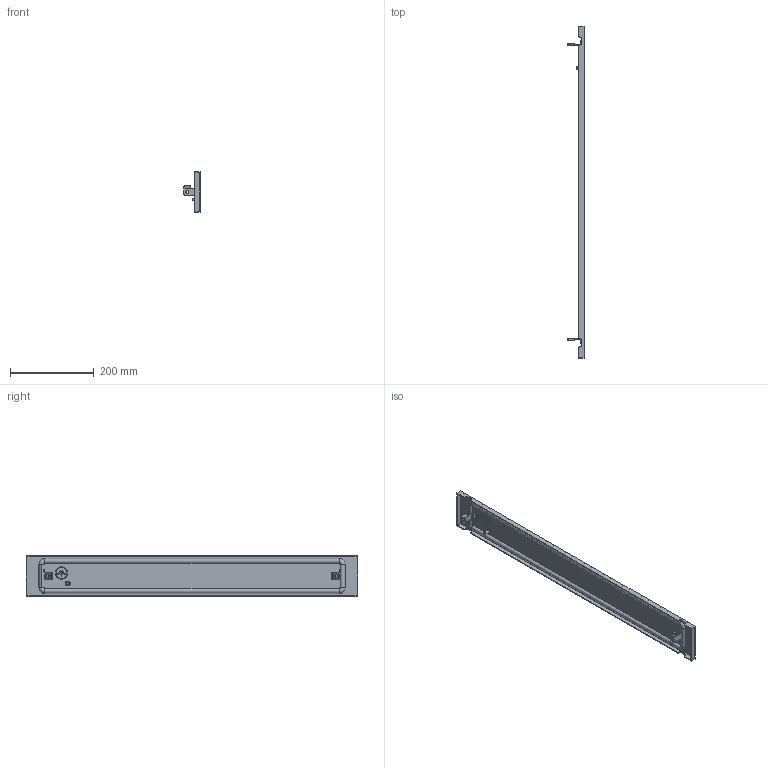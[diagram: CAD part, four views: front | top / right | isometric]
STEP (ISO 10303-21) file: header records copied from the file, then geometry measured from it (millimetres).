
FILE_DESCRIPTION (( 'STEP AP203' ), '1' );
FILE_NAME ('FO-00-PWSB-010-080 FORMAT Ôàëüø-ïàíåëü âíåøíÿÿ ãëóõàÿ 100õ800 IEK.STEP', '2024-07-08T17:18:43', ( '' ), ( '' ), 'SwSTEP 2.0', 'SolidWorks 2022', '' );
FILE_SCHEMA (( 'CONFIG_CONTROL_DESIGN' ));
Length unit declared in the file: millimetre
Products named in the file (1): FO-00-PWSB-010-080 FORMAT Фальш-панель внешняя глухая 100х800 IEK
Bounding box: 38.5 x 795 x 96 mm (x, y, z)
Volume: 283436.1 mm3; surface area: 211127.3 mm2
Topology: 9 solids, 10 shells, 410 faces, 976 edges, 595 vertices
Faces by surface type: plane 235, cylinder 137, cone 26, torus 12
Entity records: 11785 total; most frequent: DIRECTION 2128, CARTESIAN_POINT 1980, ORIENTED_EDGE 1948, EDGE_CURVE 974, AXIS2_PLACEMENT_3D 743, LINE 642, VECTOR 642, VERTEX_POINT 595
